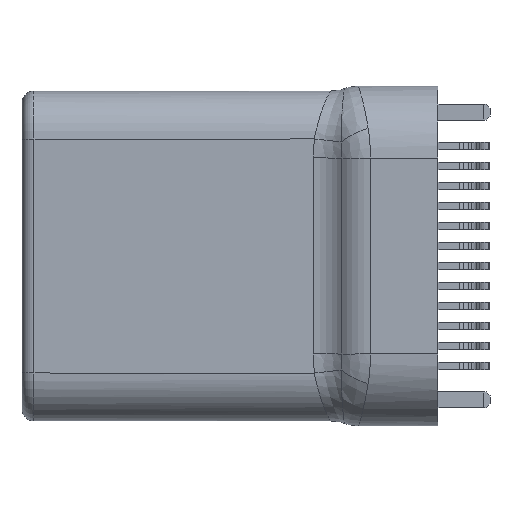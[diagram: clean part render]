
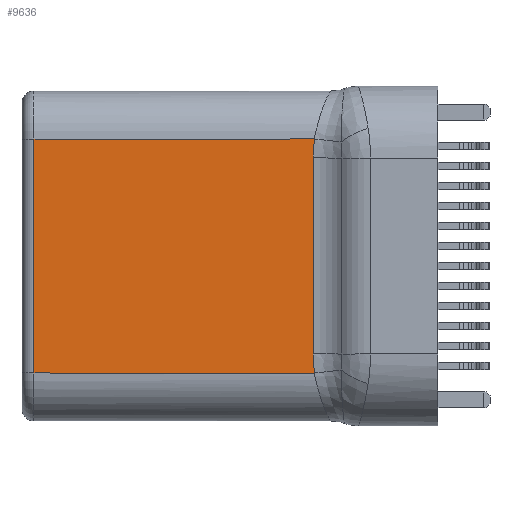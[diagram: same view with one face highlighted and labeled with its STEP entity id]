
A CAD part, left-side view. The second image highlights one B-rep face of the part: STEP entity #9636.
In plain terms, the highlighted planar face has unit normal (-1, 0, 0).
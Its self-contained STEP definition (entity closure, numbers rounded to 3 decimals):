
#723=DIRECTION('',(0.,0.,1.));
#724=VECTOR('',#723,5.85);
#725=CARTESIAN_POINT('',(-1.2,10.1,-2.925));
#726=LINE('',#725,#724);
#727=CARTESIAN_POINT('',(-1.2,3.117,2.45));
#728=CARTESIAN_POINT('',(-1.2,3.117,2.504));
#729=CARTESIAN_POINT('',(-1.2,3.115,2.612));
#730=CARTESIAN_POINT('',(-1.2,3.107,2.77));
#731=CARTESIAN_POINT('',(-1.2,3.098,2.874));
#732=CARTESIAN_POINT('',(-1.2,3.093,2.925));
#734=DIRECTION('',(0.,0.,1.));
#735=VECTOR('',#734,4.9);
#736=CARTESIAN_POINT('',(-1.2,3.117,-2.45));
#737=LINE('',#736,#735);
#738=CARTESIAN_POINT('',(-1.2,3.093,-2.925));
#739=CARTESIAN_POINT('',(-1.2,3.098,-2.874));
#740=CARTESIAN_POINT('',(-1.2,3.107,-2.77));
#741=CARTESIAN_POINT('',(-1.2,3.115,-2.612));
#742=CARTESIAN_POINT('',(-1.2,3.117,-2.504));
#743=CARTESIAN_POINT('',(-1.2,3.117,-2.45));
#745=DIRECTION('',(0.,1.,0.));
#746=VECTOR('',#745,7.007);
#747=CARTESIAN_POINT('',(-1.2,3.093,-2.925));
#748=LINE('',#747,#746);
#922=DIRECTION('',(0.,1.,0.));
#923=VECTOR('',#922,7.007);
#924=CARTESIAN_POINT('',(-1.2,3.093,2.925));
#925=LINE('',#924,#923);
#6477=CARTESIAN_POINT('',(-1.2,10.1,-2.925));
#6478=VERTEX_POINT('',#6477);
#6481=CARTESIAN_POINT('',(-1.2,10.1,2.925));
#6482=VERTEX_POINT('',#6481);
#6485=CARTESIAN_POINT('',(-1.2,3.093,
-2.925));
#6486=VERTEX_POINT('',#6485);
#6487=CARTESIAN_POINT('',(-1.2,3.093,2.925));
#6488=VERTEX_POINT('',#6487);
#8343=VERTEX_POINT('',#743);
#8344=CARTESIAN_POINT('',(-1.2,3.117,2.45));
#8345=VERTEX_POINT('',#8344);
#9620=CARTESIAN_POINT('',(-1.2,2.2,-2.925));
#9621=DIRECTION('',(-1.,0.,0.));
#9622=DIRECTION('',(0.,0.,1.));
#9623=AXIS2_PLACEMENT_3D('',#9620,#9621,#9622);
#9624=PLANE('',#9623);
#9626=ORIENTED_EDGE('',*,*,#9625,.T.);
#9628=ORIENTED_EDGE('',*,*,#9627,.F.);
#9629=ORIENTED_EDGE('',*,*,#9614,.F.);
#9630=ORIENTED_EDGE('',*,*,#9164,.F.);
#9631=ORIENTED_EDGE('',*,*,#9203,.F.);
#9633=ORIENTED_EDGE('',*,*,#9632,.T.);
#9634=EDGE_LOOP('',(#9626,#9628,#9629,#9630,#9631,#9633));
#9635=FACE_OUTER_BOUND('',#9634,.F.);
#733=B_SPLINE_CURVE_WITH_KNOTS('',3,(#727,#728,#729,#730,#731,#732),
.UNSPECIFIED.,.F.,.F.,(4,1,1,4),(0.,0.333,0.667,1.),
.UNSPECIFIED.);
#744=B_SPLINE_CURVE_WITH_KNOTS('',3,(#738,#739,#740,#741,#742,#743),
.UNSPECIFIED.,.F.,.F.,(4,1,1,4),(0.,0.333,0.667,1.),
.UNSPECIFIED.);
#9164=EDGE_CURVE('',#8343,#8345,#737,.T.);
#9203=EDGE_CURVE('',#6486,#8343,#744,.T.);
#9614=EDGE_CURVE('',#8345,#6488,#733,.T.);
#9625=EDGE_CURVE('',#6478,#6482,#726,.T.);
#9627=EDGE_CURVE('',#6488,#6482,#925,.T.);
#9632=EDGE_CURVE('',#6486,#6478,#748,.T.);
#9636=ADVANCED_FACE('',(#9635),#9624,.T.);
